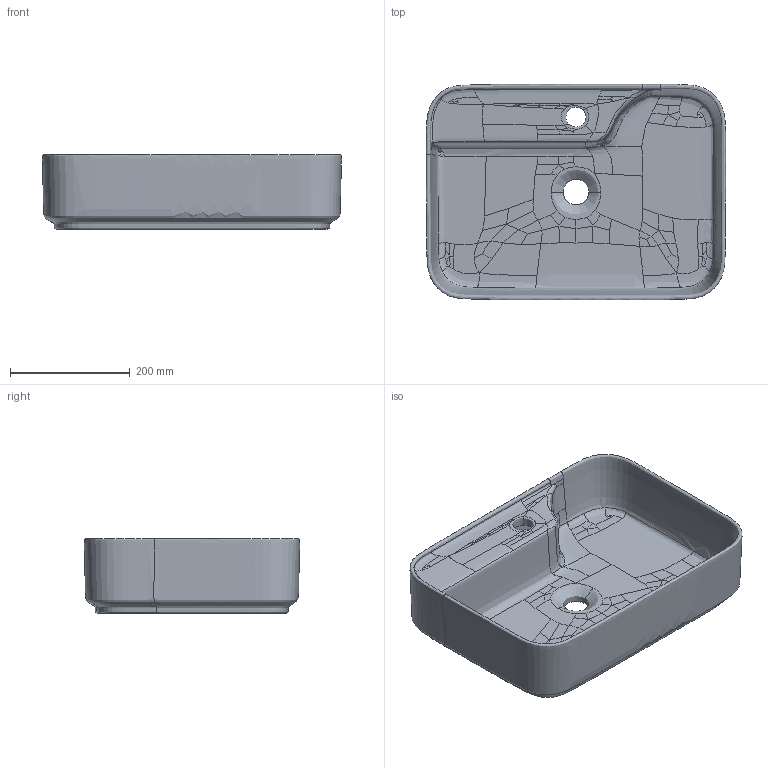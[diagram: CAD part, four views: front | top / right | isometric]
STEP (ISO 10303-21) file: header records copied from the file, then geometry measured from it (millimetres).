
FILE_DESCRIPTION(/* description */ (''),/* implementation_level */ '2;1');
FILE_NAME(/* name */ '16750',/* time_stamp */ '2025-07-03T18:43:18+03:00',/* author */ (''),/* organization */ (''),/* preprocessor_version */ 'ST-DEVELOPER v16.5',/* originating_system */ '',/* authorisation */ '');
FILE_SCHEMA (('AUTOMOTIVE_DESIGN_CC2'));
Length unit declared in the file: millimetre
Products named in the file (1): Document
Bounding box: 499.71 x 359.7 x 124.79 mm (x, y, z)
Surface area: 527895.1 mm2 (no closed solid volume)
Topology: 0 solids, 1 shells, 143 faces, 372 edges, 228 vertices
Faces by surface type: bspline 143
Entity records: 22267 total; most frequent: CARTESIAN_POINT 19953, ORIENTED_EDGE 736, EDGE_CURVE 372, B_SPLINE_CURVE_WITH_KNOTS 372, VERTEX_POINT 228, ADVANCED_FACE 143, FACE_OUTER_BOUND 143, EDGE_LOOP 143
